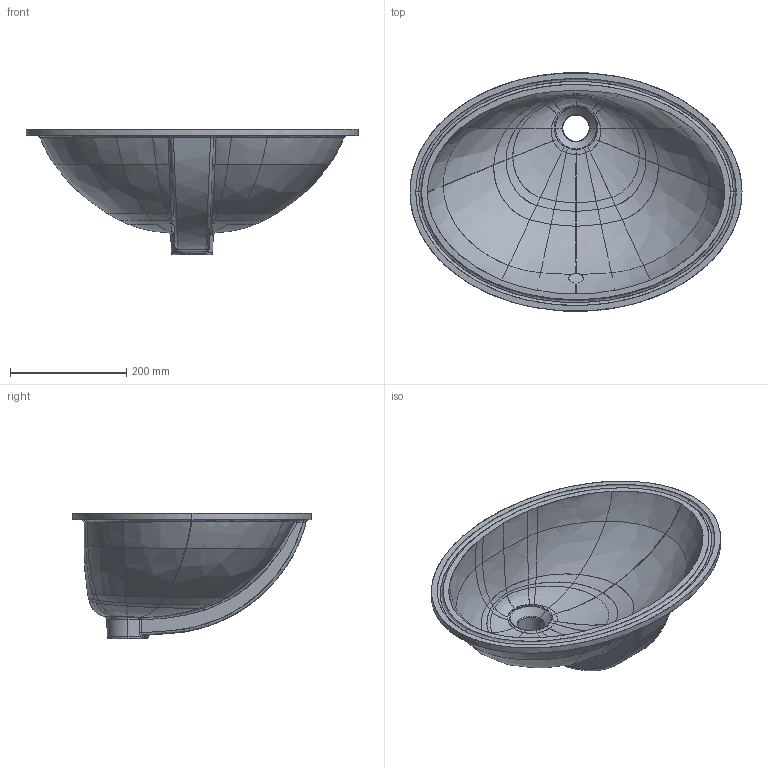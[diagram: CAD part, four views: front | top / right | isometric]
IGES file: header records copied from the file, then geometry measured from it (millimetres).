
Start section: START RECORD GO HERE.
Global section: file name: Diana.igs; native system: IBM CATIA IGES - CATIA Version 5 Release 17 ; preprocessor: CATIA Version 5 Release 17 ; author: Luca; organization: PC-Luca; date: 20121115.191630; units: millimetre
Bounding box: 570 x 409.68 x 215 mm (x, y, z)
Surface area: 627303.2 mm2 (no closed solid volume)
Topology: 0 solids, 0 shells, 355 faces, 1540 edges, 1536 vertices
Faces by surface type: bspline 355
